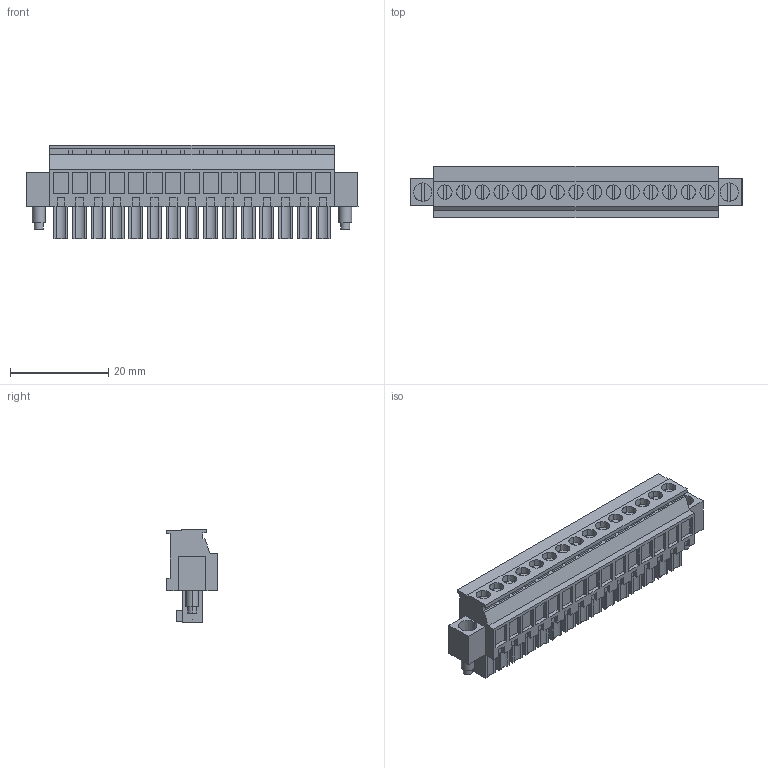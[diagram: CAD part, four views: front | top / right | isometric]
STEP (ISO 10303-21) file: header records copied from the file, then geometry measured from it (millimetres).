
FILE_DESCRIPTION(('CATIA V5 STEP Exchange','CAx-IF Rec.Pracs.--- Model Styling and Organization---1.2---2011-12-15'),'2;1');
FILE_NAME ('D1459700_0_1940590000_1940590000.stp','2017-04-12T09:43:24+00:00',('none'),('Weidmueller'),'CATIA Version 5-6 Release 2014','CATIA V5 STEP AP214','none');
FILE_SCHEMA(('AUTOMOTIVE_DESIGN { 1 0 10303 214 1 1 1 1 }'));
Length unit declared in the file: millimetre
Products named in the file (1): 1940590000
Bounding box: 67.54 x 10.45 x 19.1 mm (x, y, z)
Volume: 7494.9 mm3; surface area: 6117.4 mm2
Topology: 18 solids, 18 shells, 711 faces, 1832 edges, 1240 vertices
Faces by surface type: plane 582, cylinder 129
Entity records: 20069 total; most frequent: CARTESIAN_POINT 3780, ORIENTED_EDGE 3664, DIRECTION 2664, EDGE_CURVE 1832, VECTOR 1506, LINE 1506, VERTEX_POINT 1240, EDGE_LOOP 798
